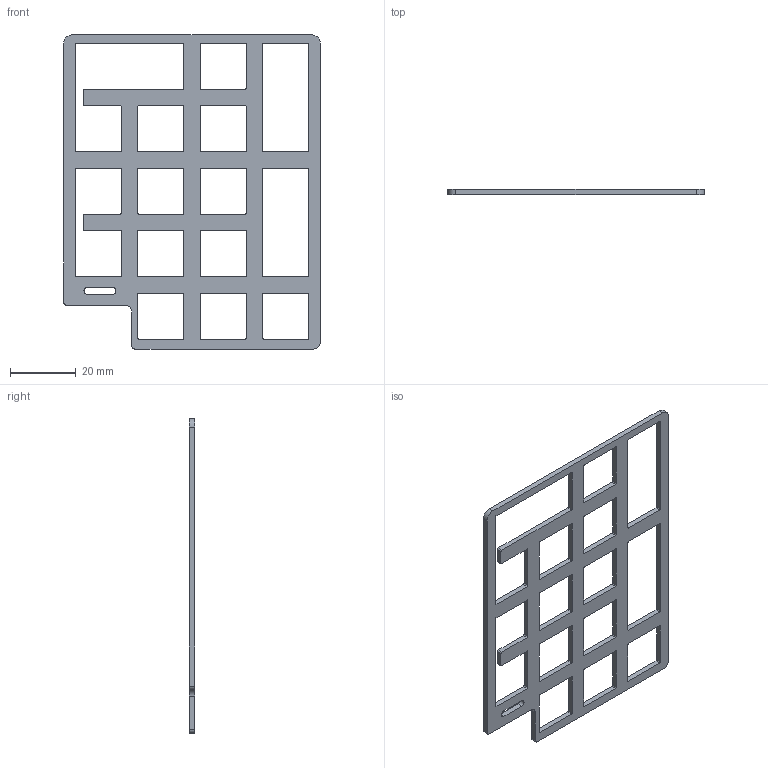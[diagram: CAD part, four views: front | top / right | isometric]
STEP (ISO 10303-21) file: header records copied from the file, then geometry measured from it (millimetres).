
FILE_DESCRIPTION (( 'STEP AP214' ), '1' );
FILE_NAME ('tidbit_pcb_plate.STEP', '2020-10-29T20:48:20', ( '' ), ( '' ), 'SwSTEP 2.0', 'SolidWorks 2019', '' );
FILE_SCHEMA (( 'AUTOMOTIVE_DESIGN' ));
Length unit declared in the file: millimetre
Products named in the file (1): tidbit_pcb_plate
Bounding box: 78 x 1.6 x 95.5 mm (x, y, z)
Volume: 5113.1 mm3; surface area: 8593.2 mm2
Topology: 1 solids, 1 shells, 146 faces, 432 edges, 288 vertices
Faces by surface type: plane 74, cylinder 72
Entity records: 5014 total; most frequent: DIRECTION 870, CARTESIAN_POINT 867, ORIENTED_EDGE 864, EDGE_CURVE 432, AXIS2_PLACEMENT_3D 291, VECTOR 288, VERTEX_POINT 288, LINE 288
